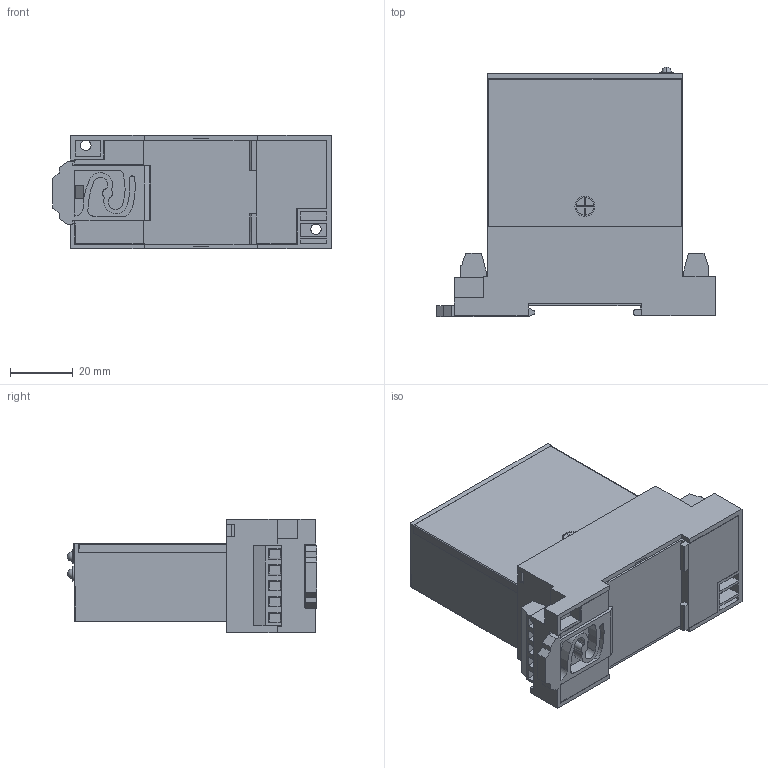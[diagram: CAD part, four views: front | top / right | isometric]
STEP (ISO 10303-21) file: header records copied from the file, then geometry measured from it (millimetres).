
FILE_DESCRIPTION (( 'STEP AP203' ), '1' );
FILE_NAME ('Transducer CRD Voltage-2018.STEP', '2018-01-04T16:46:21', ( '' ), ( '' ), 'SwSTEP 2.0', 'SolidWorks 2018', '' );
FILE_SCHEMA (( 'CONFIG_CONTROL_DESIGN' ));
Length unit declared in the file: inch
Products named in the file (11): M001558A-Case, Trans Tall - No Hole_S001558-L; M001560A -Cover, Trans Tall - No Hole_M001560; M002278-LED_Cut Leads; M001550-Cover, Trans Low Base - Bottom; M002285-LED GREEN_CUT LEADS; M001551 RevB - Clip, Trans Mounting - Din Rail_Reinforced; Transducer CRD Voltage-2018; M001552 - Base, Trans Lower - Universal; M000713-Term-Block-PCB-5-4-3-Space; M000713-Term-Block-PCB-5-4-3-Space_4-space; M001553-Cover, Trans Lowr Base Trimpot
Assembly tree (10 placements, depth 2):
  Transducer CRD Voltage-2018
    M001550-Cover, Trans Low Base - Bottom
    M001551 RevB - Clip, Trans Mounting - Din Rail_Reinforced
    M001552 - Base, Trans Lower - Universal
    M000713-Term-Block-PCB-5-4-3-Space
    M000713-Term-Block-PCB-5-4-3-Space_4-space
    M001553-Cover, Trans Lowr Base Trimpot
    M001558A-Case, Trans Tall - No Hole_S001558-L
    M001560A -Cover, Trans Tall - No Hole_M001560
    M002278-LED_Cut Leads
    M002285-LED GREEN_CUT LEADS
Bounding box: 88.59 x 79.3 x 36.09 mm (x, y, z)
Volume: 40276 mm3; surface area: 48006.9 mm2
Topology: 11 solids, 11 shells, 651 faces, 1682 edges, 1107 vertices
Faces by surface type: plane 507, cylinder 133, torus 5, sphere 4, bspline 2
Entity records: 20888 total; most frequent: CARTESIAN_POINT 3556, ORIENTED_EDGE 3352, DIRECTION 3258, EDGE_CURVE 1676, LINE 1384, VECTOR 1384, VERTEX_POINT 1107, AXIS2_PLACEMENT_3D 937
